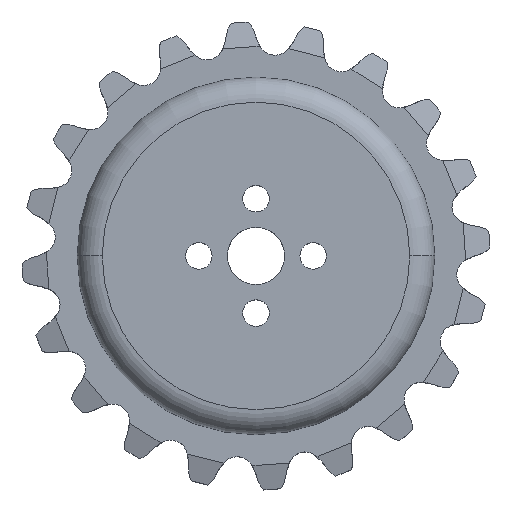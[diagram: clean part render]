
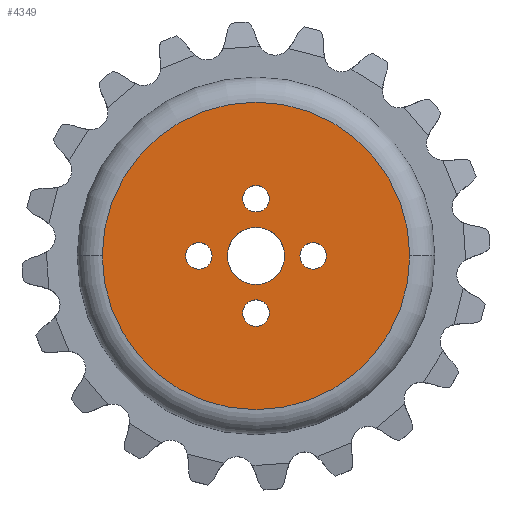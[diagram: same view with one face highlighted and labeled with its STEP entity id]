
A CAD part, top view. The second image highlights one B-rep face of the part: STEP entity #4349.
In plain terms, the highlighted planar face has unit normal (0, 0, 1).
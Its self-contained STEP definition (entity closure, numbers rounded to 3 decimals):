
#26 = DIRECTION ( 'NONE',  ( -1., 0., 0. ) ) ;
#76 = AXIS2_PLACEMENT_3D ( 'NONE', #739, #1210, #3474 ) ;
#123 = ORIENTED_EDGE ( 'NONE', *, *, #5658, .T. ) ;
#169 = PLANE ( 'NONE',  #3156 ) ;
#176 = CIRCLE ( 'NONE', #3570, 1.85 ) ;
#179 = EDGE_LOOP ( 'NONE', ( #1239, #4798 ) ) ;
#182 = DIRECTION ( 'NONE',  ( 0., 0., -1. ) ) ;
#302 = DIRECTION ( 'NONE',  ( -1., 0., 0. ) ) ;
#334 = EDGE_LOOP ( 'NONE', ( #3855, #123 ) ) ;
#451 = EDGE_LOOP ( 'NONE', ( #3842, #3164 ) ) ;
#534 = EDGE_LOOP ( 'NONE', ( #2654, #3219 ) ) ;
#566 = AXIS2_PLACEMENT_3D ( 'NONE', #3400, #5141, #2469 ) ;
#571 = VERTEX_POINT ( 'NONE', #5088 ) ;
#670 = CIRCLE ( 'NONE', #4731, 21.5 ) ;
#705 = EDGE_CURVE ( 'NONE', #3553, #4736, #1102, .T. ) ;
#739 = CARTESIAN_POINT ( 'NONE',  ( 0., -8., 11.5 ) ) ;
#746 = AXIS2_PLACEMENT_3D ( 'NONE', #5374, #943, #26 ) ;
#862 = CIRCLE ( 'NONE', #1194, 21.5 ) ;
#896 = CIRCLE ( 'NONE', #4962, 4. ) ;
#927 = EDGE_CURVE ( 'NONE', #1318, #3061, #1671, .T. ) ;
#943 = DIRECTION ( 'NONE',  ( 0., 0., -1. ) ) ;
#945 = ORIENTED_EDGE ( 'NONE', *, *, #5793, .T. ) ;
#991 = AXIS2_PLACEMENT_3D ( 'NONE', #4064, #4943, #3120 ) ;
#1024 = EDGE_CURVE ( 'NONE', #3403, #4526, #896, .T. ) ;
#1048 = DIRECTION ( 'NONE',  ( -1., 0., 0. ) ) ;
#1058 = CARTESIAN_POINT ( 'NONE',  ( -9.85, 0., 11.5 ) ) ;
#1078 = EDGE_LOOP ( 'NONE', ( #945, #1825 ) ) ;
#1102 = CIRCLE ( 'NONE', #4657, 1.85 ) ;
#1127 = AXIS2_PLACEMENT_3D ( 'NONE', #4259, #1994, #1569 ) ;
#1181 = CARTESIAN_POINT ( 'NONE',  ( -6.15, 0., 11.5 ) ) ;
#1194 = AXIS2_PLACEMENT_3D ( 'NONE', #4879, #5755, #3077 ) ;
#1210 = DIRECTION ( 'NONE',  ( 0., 0., -1. ) ) ;
#1220 = CARTESIAN_POINT ( 'NONE',  ( 6.15, 0., 11.5 ) ) ;
#1238 = DIRECTION ( 'NONE',  ( 0., 0., -1. ) ) ;
#1239 = ORIENTED_EDGE ( 'NONE', *, *, #1469, .T. ) ;
#1316 = CARTESIAN_POINT ( 'NONE',  ( -8., 0., 11.5 ) ) ;
#1318 = VERTEX_POINT ( 'NONE', #2385 ) ;
#1427 = VERTEX_POINT ( 'NONE', #5636 ) ;
#1469 = EDGE_CURVE ( 'NONE', #1481, #3109, #2857, .T. ) ;
#1481 = VERTEX_POINT ( 'NONE', #1220 ) ;
#1569 = DIRECTION ( 'NONE',  ( -1., 0., 0. ) ) ;
#1671 = CIRCLE ( 'NONE', #76, 1.85 ) ;
#1757 = VERTEX_POINT ( 'NONE', #3675 ) ;
#1823 = CARTESIAN_POINT ( 'NONE',  ( 0., 0., 11.5 ) ) ;
#1825 = ORIENTED_EDGE ( 'NONE', *, *, #3762, .T. ) ;
#1911 = DIRECTION ( 'NONE',  ( 0., 0., -1. ) ) ;
#1924 = ORIENTED_EDGE ( 'NONE', *, *, #2409, .T. ) ;
#1972 = DIRECTION ( 'NONE',  ( 0., 0., 1. ) ) ;
#1992 = ORIENTED_EDGE ( 'NONE', *, *, #5303, .T. ) ;
#1994 = DIRECTION ( 'NONE',  ( 0., 0., -1. ) ) ;
#2038 = EDGE_CURVE ( 'NONE', #4526, #3403, #2218, .T. ) ;
#2062 = FACE_OUTER_BOUND ( 'NONE', #2093, .T. ) ;
#2093 = EDGE_LOOP ( 'NONE', ( #1924, #1992 ) ) ;
#2218 = CIRCLE ( 'NONE', #1127, 4. ) ;
#2267 = CIRCLE ( 'NONE', #5581, 1.85 ) ;
#2317 = DIRECTION ( 'NONE',  ( 1., 0., 0. ) ) ;
#2385 = CARTESIAN_POINT ( 'NONE',  ( -1.85, -8., 11.5 ) ) ;
#2409 = EDGE_CURVE ( 'NONE', #1757, #1427, #670, .T. ) ;
#2469 = DIRECTION ( 'NONE',  ( -1., 0., 0. ) ) ;
#2495 = VERTEX_POINT ( 'NONE', #5017 ) ;
#2564 = DIRECTION ( 'NONE',  ( 0., 0., -1. ) ) ;
#2654 = ORIENTED_EDGE ( 'NONE', *, *, #2038, .T. ) ;
#2658 = DIRECTION ( 'NONE',  ( -1., 0., 0. ) ) ;
#2851 = CARTESIAN_POINT ( 'NONE',  ( 8., 0., 11.5 ) ) ;
#2857 = CIRCLE ( 'NONE', #4218, 1.85 ) ;
#2879 = DIRECTION ( 'NONE',  ( 1., 0., 0. ) ) ;
#3061 = VERTEX_POINT ( 'NONE', #5371 ) ;
#3077 = DIRECTION ( 'NONE',  ( 1., 0., 0. ) ) ;
#3109 = VERTEX_POINT ( 'NONE', #4364 ) ;
#3120 = DIRECTION ( 'NONE',  ( -1., 0., 0. ) ) ;
#3156 = AXIS2_PLACEMENT_3D ( 'NONE', #5100, #1972, #2879 ) ;
#3164 = ORIENTED_EDGE ( 'NONE', *, *, #4483, .T. ) ;
#3219 = ORIENTED_EDGE ( 'NONE', *, *, #1024, .T. ) ;
#3229 = DIRECTION ( 'NONE',  ( 0., 0., 1. ) ) ;
#3335 = FACE_BOUND ( 'NONE', #451, .T. ) ;
#3400 = CARTESIAN_POINT ( 'NONE',  ( 0., -8., 11.5 ) ) ;
#3402 = CIRCLE ( 'NONE', #566, 1.85 ) ;
#3403 = VERTEX_POINT ( 'NONE', #5143 ) ;
#3474 = DIRECTION ( 'NONE',  ( -1., 0., 0. ) ) ;
#3533 = EDGE_CURVE ( 'NONE', #3109, #1481, #176, .T. ) ;
#3553 = VERTEX_POINT ( 'NONE', #1058 ) ;
#3570 = AXIS2_PLACEMENT_3D ( 'NONE', #2851, #182, #5069 ) ;
#3617 = FACE_BOUND ( 'NONE', #534, .T. ) ;
#3675 = CARTESIAN_POINT ( 'NONE',  ( 21.5, 0., 11.5 ) ) ;
#3762 = EDGE_CURVE ( 'NONE', #571, #2495, #4390, .T. ) ;
#3842 = ORIENTED_EDGE ( 'NONE', *, *, #705, .T. ) ;
#3855 = ORIENTED_EDGE ( 'NONE', *, *, #927, .T. ) ;
#3899 = CARTESIAN_POINT ( 'NONE',  ( 0., 0., 11.5 ) ) ;
#4064 = CARTESIAN_POINT ( 'NONE',  ( 0., 8., 11.5 ) ) ;
#4162 = CARTESIAN_POINT ( 'NONE',  ( -8., 0., 11.5 ) ) ;
#4218 = AXIS2_PLACEMENT_3D ( 'NONE', #5692, #1238, #5710 ) ;
#4245 = FACE_BOUND ( 'NONE', #179, .T. ) ;
#4259 = CARTESIAN_POINT ( 'NONE',  ( 0., 0., 11.5 ) ) ;
#4349 = ADVANCED_FACE ( 'NONE', ( #4245, #3335, #5720, #5429, #3617, #2062 ), #169, .T. ) ;
#4364 = CARTESIAN_POINT ( 'NONE',  ( 9.85, 0., 11.5 ) ) ;
#4390 = CIRCLE ( 'NONE', #746, 1.85 ) ;
#4483 = EDGE_CURVE ( 'NONE', #4736, #3553, #2267, .T. ) ;
#4526 = VERTEX_POINT ( 'NONE', #4636 ) ;
#4636 = CARTESIAN_POINT ( 'NONE',  ( -4., 0., 11.5 ) ) ;
#4657 = AXIS2_PLACEMENT_3D ( 'NONE', #1316, #4822, #2658 ) ;
#4731 = AXIS2_PLACEMENT_3D ( 'NONE', #1823, #3229, #2317 ) ;
#4736 = VERTEX_POINT ( 'NONE', #1181 ) ;
#4798 = ORIENTED_EDGE ( 'NONE', *, *, #3533, .T. ) ;
#4822 = DIRECTION ( 'NONE',  ( 0., 0., -1. ) ) ;
#4879 = CARTESIAN_POINT ( 'NONE',  ( 0., 0., 11.5 ) ) ;
#4943 = DIRECTION ( 'NONE',  ( 0., 0., -1. ) ) ;
#4962 = AXIS2_PLACEMENT_3D ( 'NONE', #3899, #2564, #302 ) ;
#5017 = CARTESIAN_POINT ( 'NONE',  ( -1.85, 8., 11.5 ) ) ;
#5069 = DIRECTION ( 'NONE',  ( -1., 0., 0. ) ) ;
#5088 = CARTESIAN_POINT ( 'NONE',  ( 1.85, 8., 11.5 ) ) ;
#5100 = CARTESIAN_POINT ( 'NONE',  ( 0., 0., 11.5 ) ) ;
#5141 = DIRECTION ( 'NONE',  ( 0., 0., -1. ) ) ;
#5143 = CARTESIAN_POINT ( 'NONE',  ( 4., 0., 11.5 ) ) ;
#5303 = EDGE_CURVE ( 'NONE', #1427, #1757, #862, .T. ) ;
#5371 = CARTESIAN_POINT ( 'NONE',  ( 1.85, -8., 11.5 ) ) ;
#5374 = CARTESIAN_POINT ( 'NONE',  ( 0., 8., 11.5 ) ) ;
#5429 = FACE_BOUND ( 'NONE', #1078, .T. ) ;
#5559 = CIRCLE ( 'NONE', #991, 1.85 ) ;
#5581 = AXIS2_PLACEMENT_3D ( 'NONE', #4162, #1911, #1048 ) ;
#5636 = CARTESIAN_POINT ( 'NONE',  ( -21.5, 0., 11.5 ) ) ;
#5658 = EDGE_CURVE ( 'NONE', #3061, #1318, #3402, .T. ) ;
#5692 = CARTESIAN_POINT ( 'NONE',  ( 8., 0., 11.5 ) ) ;
#5710 = DIRECTION ( 'NONE',  ( -1., 0., 0. ) ) ;
#5720 = FACE_BOUND ( 'NONE', #334, .T. ) ;
#5755 = DIRECTION ( 'NONE',  ( 0., 0., 1. ) ) ;
#5793 = EDGE_CURVE ( 'NONE', #2495, #571, #5559, .T. ) ;
